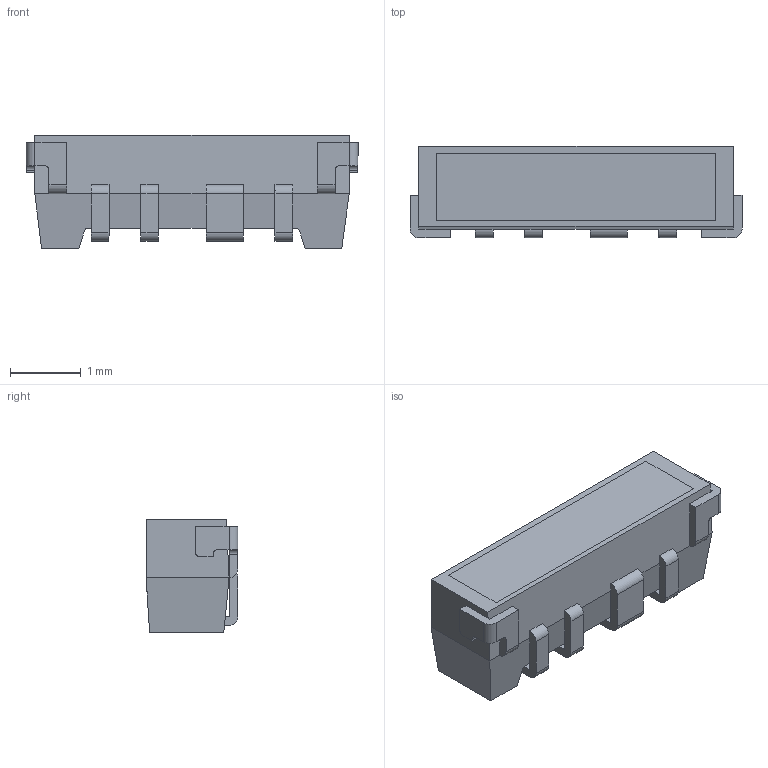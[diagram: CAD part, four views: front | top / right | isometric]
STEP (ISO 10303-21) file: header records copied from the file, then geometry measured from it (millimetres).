
FILE_DESCRIPTION (( 'STEP AP203' ), '1' );
FILE_NAME ('NESM238A.STEP', '2016-07-11T06:43:49', ( 'user1' ), ( 'Microsoft' ), 'SwSTEP 2.0', 'SolidWorks 2014', '' );
FILE_SCHEMA (( 'CONFIG_CONTROL_DESIGN' ));
Length unit declared in the file: millimetre
Products named in the file (9): Part2-1; NESM238A; Part2-2; Part2-3; Part3; Part4; Part5; Part6; Part1
Assembly tree (8 placements, depth 2):
  NESM238A
    Part1
    Part2-1
    Part2-2
    Part2-3
    Part3
    Part4
    Part5
    Part6
Bounding box: 4.7 x 1.3 x 1.6 mm (x, y, z)
Volume: 7.4 mm3; surface area: 41.9 mm2
Topology: 8 solids, 8 shells, 95 faces, 230 edges, 152 vertices
Faces by surface type: plane 75, cylinder 20
Entity records: 3711 total; most frequent: CARTESIAN_POINT 512, DIRECTION 470, ORIENTED_EDGE 460, EDGE_CURVE 230, VECTOR 186, LINE 186, VERTEX_POINT 152, AXIS2_PLACEMENT_3D 142
